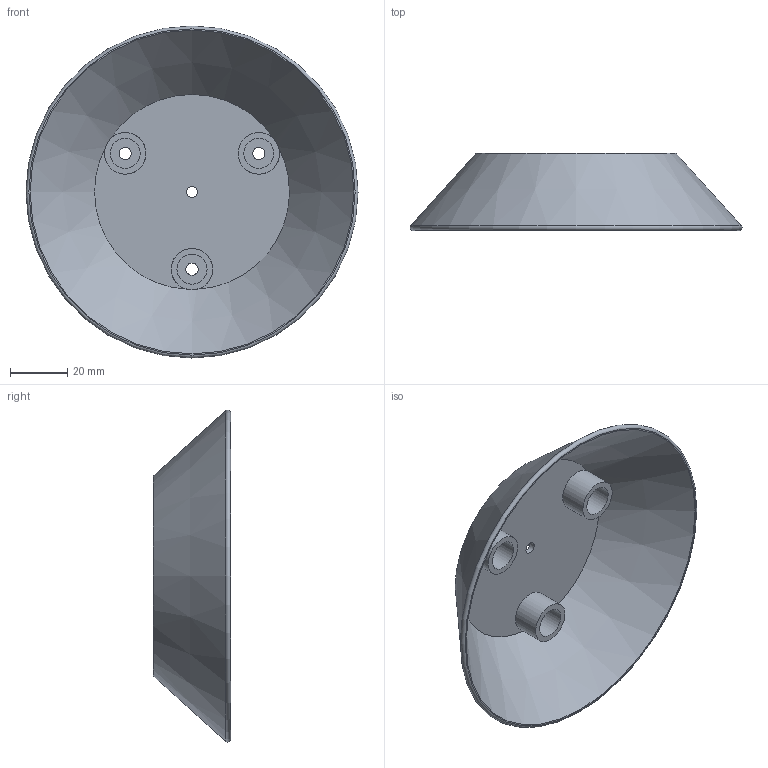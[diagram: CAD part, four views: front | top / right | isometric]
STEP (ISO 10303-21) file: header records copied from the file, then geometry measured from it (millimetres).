
FILE_DESCRIPTION(/* description */ (''),/* implementation_level */ '2;1');
FILE_NAME(/* name */ 'mini-lora-ws-top.step',/* time_stamp */ '2020-07-23T09:59:14+01:00',/* author */ (''),/* organization */ (''),/* preprocessor_version */ 'ST-DEVELOPER v18.1',/* originating_system */ 'Autodesk Translation Framework v9.3.0.1241',/* authorisation */ '');
FILE_SCHEMA (('AUTOMOTIVE_DESIGN { 1 0 10303 214 3 1 1 }'));
Length unit declared in the file: millimetre
Products named in the file (2): screen top; Component1
Assembly tree (1 placements, depth 2):
  screen top
    Component1
Bounding box: 116.12 x 27 x 116.12 mm (x, y, z)
Volume: 29688.9 mm3; surface area: 30374.9 mm2
Topology: 1 solids, 1 shells, 22 faces, 48 edges, 32 vertices
Faces by surface type: cylinder 10, plane 9, cone 2, torus 1
Full cylindrical faces by diameter (mm): 4 x1, 4.3 x3, 10.5 x3, 14.5 x3
Entity records: 703 total; most frequent: DIRECTION 128, CARTESIAN_POINT 120, ORIENTED_EDGE 96, AXIS2_PLACEMENT_3D 58, EDGE_CURVE 48, EDGE_LOOP 34, CIRCLE 33, VERTEX_POINT 32
